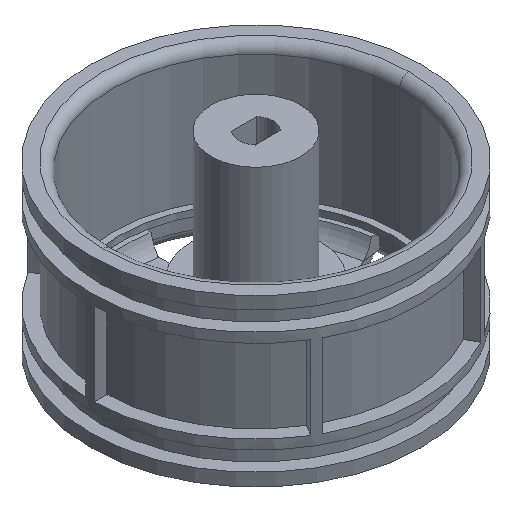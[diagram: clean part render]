
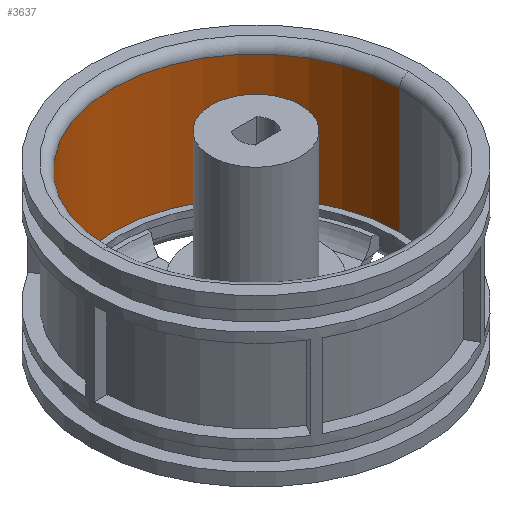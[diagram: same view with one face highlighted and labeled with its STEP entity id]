
A CAD part, isometric view. The second image highlights one B-rep face of the part: STEP entity #3637.
In plain terms, the highlighted cylindrical face has radius 22.5 mm (diameter 45 mm), a partial arc.
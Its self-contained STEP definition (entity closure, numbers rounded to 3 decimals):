
#198 = CARTESIAN_POINT ( 'NONE',  ( 22.5, 0., -0.65 ) ) ;
#734 = EDGE_LOOP ( 'NONE', ( #1283, #1237, #3532, #2236 ) ) ;
#757 = AXIS2_PLACEMENT_3D ( 'NONE', #4658, #4292, #4195 ) ;
#963 = DIRECTION ( 'NONE',  ( 0., 0., -1. ) ) ;
#1222 = CARTESIAN_POINT ( 'NONE',  ( -22.5, 0., 11.5 ) ) ;
#1237 = ORIENTED_EDGE ( 'NONE', *, *, #2738, .T. ) ;
#1283 = ORIENTED_EDGE ( 'NONE', *, *, #2554, .F. ) ;
#1320 = DIRECTION ( 'NONE',  ( 1., 0., 0. ) ) ;
#1347 = FACE_OUTER_BOUND ( 'NONE', #734, .T. ) ;
#1402 = EDGE_CURVE ( 'NONE', #1593, #2642, #2532, .T. ) ;
#1593 = VERTEX_POINT ( 'NONE', #2173 ) ;
#1688 = CARTESIAN_POINT ( 'NONE',  ( -22.5, 0., -8. ) ) ;
#1736 = CARTESIAN_POINT ( 'NONE',  ( 0., 0., 11.5 ) ) ;
#1973 = LINE ( 'NONE', #198, #3941 ) ;
#1994 = CIRCLE ( 'NONE', #3868, 22.5 ) ;
#2173 = CARTESIAN_POINT ( 'NONE',  ( 22.5, 0., -8. ) ) ;
#2236 = ORIENTED_EDGE ( 'NONE', *, *, #1402, .F. ) ;
#2476 = CARTESIAN_POINT ( 'NONE',  ( -22.5, 0., -0.65 ) ) ;
#2532 = CIRCLE ( 'NONE', #757, 22.5 ) ;
#2554 = EDGE_CURVE ( 'NONE', #3604, #1593, #1973, .T. ) ;
#2589 = VERTEX_POINT ( 'NONE', #1222 ) ;
#2642 = VERTEX_POINT ( 'NONE', #1688 ) ;
#2738 = EDGE_CURVE ( 'NONE', #3604, #2589, #1994, .T. ) ;
#2781 = DIRECTION ( 'NONE',  ( -1., 0., 0. ) ) ;
#2834 = DIRECTION ( 'NONE',  ( 0., 0., -1. ) ) ;
#2953 = VECTOR ( 'NONE', #2834, 1000. ) ;
#3247 = CARTESIAN_POINT ( 'NONE',  ( 0., 0., -0.65 ) ) ;
#3263 = AXIS2_PLACEMENT_3D ( 'NONE', #3247, #963, #2781 ) ;
#3532 = ORIENTED_EDGE ( 'NONE', *, *, #4598, .T. ) ;
#3543 = CYLINDRICAL_SURFACE ( 'NONE', #3263, 22.5 ) ;
#3604 = VERTEX_POINT ( 'NONE', #3985 ) ;
#3637 = ADVANCED_FACE ( 'NONE', ( #1347 ), #3543, .F. ) ;
#3813 = DIRECTION ( 'NONE',  ( 0., 0., -1. ) ) ;
#3868 = AXIS2_PLACEMENT_3D ( 'NONE', #1736, #4745, #1320 ) ;
#3941 = VECTOR ( 'NONE', #3813, 1000. ) ;
#3985 = CARTESIAN_POINT ( 'NONE',  ( 22.5, 0., 11.5 ) ) ;
#4195 = DIRECTION ( 'NONE',  ( 1., 0., 0. ) ) ;
#4292 = DIRECTION ( 'NONE',  ( 0., 0., 1. ) ) ;
#4598 = EDGE_CURVE ( 'NONE', #2589, #2642, #4705, .T. ) ;
#4658 = CARTESIAN_POINT ( 'NONE',  ( 0., 0., -8. ) ) ;
#4705 = LINE ( 'NONE', #2476, #2953 ) ;
#4745 = DIRECTION ( 'NONE',  ( 0., 0., 1. ) ) ;
